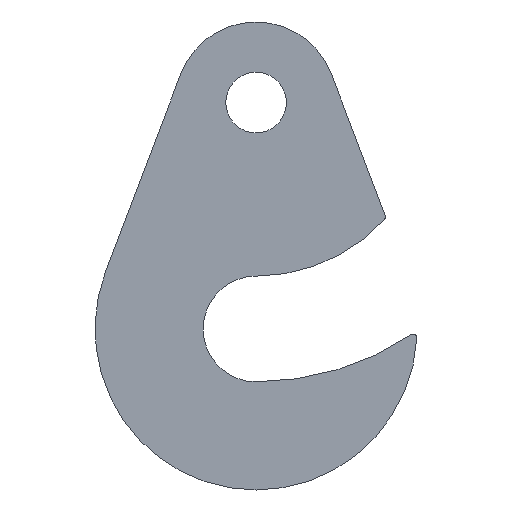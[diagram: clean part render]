
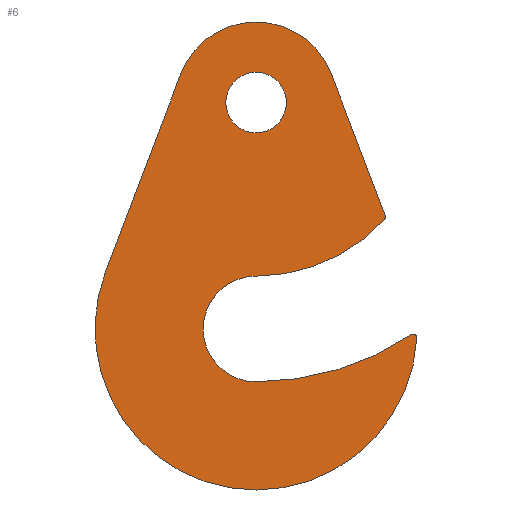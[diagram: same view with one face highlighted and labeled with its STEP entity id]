
A CAD part, front view. The second image highlights one B-rep face of the part: STEP entity #6.
In plain terms, the highlighted planar face has unit normal (0, -1, 0).
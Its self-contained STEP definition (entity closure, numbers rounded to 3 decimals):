
#6 = ADVANCED_FACE ( 'NONE', ( #237, #231 ), #230, .F. ) ;
#7 = EDGE_LOOP ( 'NONE', ( #8, #12, #108, #110, #113, #116, #119, #28, #30, #31 ) ) ;
#8 = ORIENTED_EDGE ( 'NONE', *, *, #9, .F. ) ;
#9 = EDGE_CURVE ( 'NONE', #10, #11, #229, .T. ) ;
#10 = VERTEX_POINT ( 'NONE', #220 ) ;
#11 = VERTEX_POINT ( 'NONE', #219 ) ;
#12 = ORIENTED_EDGE ( 'NONE', *, *, #13, .F. ) ;
#13 = EDGE_CURVE ( 'NONE', #14, #10, #188, .T. ) ;
#14 = VERTEX_POINT ( 'NONE', #183 ) ;
#28 = ORIENTED_EDGE ( 'NONE', *, *, #29, .F. ) ;
#29 = EDGE_CURVE ( 'NONE', #50, #121, #347, .T. ) ;
#30 = ORIENTED_EDGE ( 'NONE', *, *, #49, .F. ) ;
#31 = ORIENTED_EDGE ( 'NONE', *, *, #32, .F. ) ;
#32 = EDGE_CURVE ( 'NONE', #11, #47, #343, .T. ) ;
#33 = EDGE_LOOP ( 'NONE', ( #34, #35 ) ) ;
#34 = ORIENTED_EDGE ( 'NONE', *, *, #130, .T. ) ;
#35 = ORIENTED_EDGE ( 'NONE', *, *, #36, .T. ) ;
#36 = EDGE_CURVE ( 'NONE', #128, #131, #338, .T. ) ;
#47 = VERTEX_POINT ( 'NONE', #263 ) ;
#49 = EDGE_CURVE ( 'NONE', #47, #50, #262, .T. ) ;
#50 = VERTEX_POINT ( 'NONE', #257 ) ;
#78 = VERTEX_POINT ( 'NONE', #202 ) ;
#108 = ORIENTED_EDGE ( 'NONE', *, *, #109, .F. ) ;
#109 = EDGE_CURVE ( 'NONE', #78, #14, #140, .T. ) ;
#110 = ORIENTED_EDGE ( 'NONE', *, *, #111, .F. ) ;
#111 = EDGE_CURVE ( 'NONE', #112, #78, #370, .T. ) ;
#112 = VERTEX_POINT ( 'NONE', #427 ) ;
#113 = ORIENTED_EDGE ( 'NONE', *, *, #114, .F. ) ;
#114 = EDGE_CURVE ( 'NONE', #115, #112, #380, .T. ) ;
#115 = VERTEX_POINT ( 'NONE', #376 ) ;
#116 = ORIENTED_EDGE ( 'NONE', *, *, #117, .F. ) ;
#117 = EDGE_CURVE ( 'NONE', #118, #115, #377, .T. ) ;
#118 = VERTEX_POINT ( 'NONE', #424 ) ;
#119 = ORIENTED_EDGE ( 'NONE', *, *, #120, .F. ) ;
#120 = EDGE_CURVE ( 'NONE', #121, #118, #383, .T. ) ;
#121 = VERTEX_POINT ( 'NONE', #371 ) ;
#128 = VERTEX_POINT ( 'NONE', #429 ) ;
#130 = EDGE_CURVE ( 'NONE', #131, #128, #366, .T. ) ;
#131 = VERTEX_POINT ( 'NONE', #361 ) ;
#136 = DIRECTION ( 'NONE',  ( 0., 0., 1. ) ) ;
#137 = DIRECTION ( 'NONE',  ( 0., -1., 0. ) ) ;
#138 = CARTESIAN_POINT ( 'NONE',  ( 0., 0., -45. ) ) ;
#139 = AXIS2_PLACEMENT_3D ( 'NONE', #138, #137, #136 ) ;
#140 = CIRCLE ( 'NONE', #139, 10.5 ) ;
#183 = CARTESIAN_POINT ( 'NONE',  ( 0., 0., -55.5 ) ) ;
#184 = DIRECTION ( 'NONE',  ( 0., 0., -1. ) ) ;
#185 = DIRECTION ( 'NONE',  ( 0., -1., 0. ) ) ;
#186 = CARTESIAN_POINT ( 'NONE',  ( 0., 0., 0. ) ) ;
#187 = AXIS2_PLACEMENT_3D ( 'NONE', #186, #185, #184 ) ;
#188 = CIRCLE ( 'NONE', #187, 55.5 ) ;
#202 = CARTESIAN_POINT ( 'NONE',  ( 0., 0., -34.5 ) ) ;
#219 = CARTESIAN_POINT ( 'NONE',  ( 31.947, 0., -46.849 ) ) ;
#220 = CARTESIAN_POINT ( 'NONE',  ( 30.782, 0., -46.181 ) ) ;
#221 = DIRECTION ( 'NONE',  ( 0., 0., 1. ) ) ;
#222 = DIRECTION ( 'NONE',  ( 0., 1., 0. ) ) ;
#223 = CARTESIAN_POINT ( 'NONE',  ( 31.198, 0., -46.806 ) ) ;
#224 = AXIS2_PLACEMENT_3D ( 'NONE', #223, #222, #221 ) ;
#225 = DIRECTION ( 'NONE',  ( 0., 0., 1. ) ) ;
#226 = DIRECTION ( 'NONE',  ( 0., 1., 0. ) ) ;
#227 = CARTESIAN_POINT ( 'NONE',  ( 31.198, 0., -46.806 ) ) ;
#228 = AXIS2_PLACEMENT_3D ( 'NONE', #227, #226, #225 ) ;
#229 = CIRCLE ( 'NONE', #224, 0.75 ) ;
#230 = PLANE ( 'NONE',  #228 ) ;
#231 = FACE_BOUND ( 'NONE', #33, .T. ) ;
#237 = FACE_OUTER_BOUND ( 'NONE', #7, .T. ) ;
#257 = CARTESIAN_POINT ( 'NONE',  ( -29.909, 0., -33.622 ) ) ;
#258 = DIRECTION ( 'NONE',  ( 0., 0., 1. ) ) ;
#259 = DIRECTION ( 'NONE',  ( 0., 1., 0. ) ) ;
#260 = CARTESIAN_POINT ( 'NONE',  ( 0., 0., -45. ) ) ;
#261 = AXIS2_PLACEMENT_3D ( 'NONE', #260, #259, #258 ) ;
#262 = CIRCLE ( 'NONE', #261, 32. ) ;
#263 = CARTESIAN_POINT ( 'NONE',  ( 0., 0., -77. ) ) ;
#334 = DIRECTION ( 'NONE',  ( 0., 0., 1. ) ) ;
#335 = DIRECTION ( 'NONE',  ( 0., 1., 0. ) ) ;
#336 = CARTESIAN_POINT ( 'NONE',  ( 0., 0., 0. ) ) ;
#337 = AXIS2_PLACEMENT_3D ( 'NONE', #336, #335, #334 ) ;
#338 = CIRCLE ( 'NONE', #337, 6.025 ) ;
#339 = DIRECTION ( 'NONE',  ( 0., 0., 1. ) ) ;
#340 = DIRECTION ( 'NONE',  ( 0., 1., 0. ) ) ;
#341 = CARTESIAN_POINT ( 'NONE',  ( 0., 0., -45. ) ) ;
#342 = AXIS2_PLACEMENT_3D ( 'NONE', #341, #340, #339 ) ;
#343 = CIRCLE ( 'NONE', #342, 32. ) ;
#344 = DIRECTION ( 'NONE',  ( 0.356, 0., 0.935 ) ) ;
#345 = VECTOR ( 'NONE', #344, 1000. ) ;
#346 = CARTESIAN_POINT ( 'NONE',  ( -29.909, 0., -33.622 ) ) ;
#347 = LINE ( 'NONE', #346, #345 ) ;
#361 = CARTESIAN_POINT ( 'NONE',  ( 0., 0., -6.025 ) ) ;
#362 = DIRECTION ( 'NONE',  ( 0., 0., 1. ) ) ;
#363 = DIRECTION ( 'NONE',  ( 0., 1., 0. ) ) ;
#364 = CARTESIAN_POINT ( 'NONE',  ( 0., 0., 0. ) ) ;
#365 = AXIS2_PLACEMENT_3D ( 'NONE', #364, #363, #362 ) ;
#366 = CIRCLE ( 'NONE', #365, 6.025 ) ;
#368 = DIRECTION ( 'NONE',  ( 0., 0., -1. ) ) ;
#369 = DIRECTION ( 'NONE',  ( 0., 0., -1. ) ) ;
#370 = CIRCLE ( 'NONE', #378, 34.5 ) ;
#371 = CARTESIAN_POINT ( 'NONE',  ( -14.954, 0., 5.689 ) ) ;
#372 = CARTESIAN_POINT ( 'NONE',  ( 0., 0., 0. ) ) ;
#373 = CARTESIAN_POINT ( 'NONE',  ( 24.959, 0., -22.719 ) ) ;
#374 = VECTOR ( 'NONE', #428, 1000. ) ;
#375 = AXIS2_PLACEMENT_3D ( 'NONE', #382, #422, #368 ) ;
#376 = CARTESIAN_POINT ( 'NONE',  ( 25.66, 0., -22.452 ) ) ;
#377 = LINE ( 'NONE', #425, #374 ) ;
#378 = AXIS2_PLACEMENT_3D ( 'NONE', #372, #426, #369 ) ;
#379 = AXIS2_PLACEMENT_3D ( 'NONE', #373, #423, #381 ) ;
#380 = CIRCLE ( 'NONE', #379, 0.75 ) ;
#381 = DIRECTION ( 'NONE',  ( 0., 0., -1. ) ) ;
#382 = CARTESIAN_POINT ( 'NONE',  ( 0., 0., 0. ) ) ;
#383 = CIRCLE ( 'NONE', #375, 16. ) ;
#422 = DIRECTION ( 'NONE',  ( 0., 1., 0. ) ) ;
#423 = DIRECTION ( 'NONE',  ( 0., 1., 0. ) ) ;
#424 = CARTESIAN_POINT ( 'NONE',  ( 14.954, 0., 5.689 ) ) ;
#425 = CARTESIAN_POINT ( 'NONE',  ( 14.954, 0., 5.689 ) ) ;
#426 = DIRECTION ( 'NONE',  ( 0., 1., 0. ) ) ;
#427 = CARTESIAN_POINT ( 'NONE',  ( 25.513, 0., -23.223 ) ) ;
#428 = DIRECTION ( 'NONE',  ( 0.356, 0., -0.935 ) ) ;
#429 = CARTESIAN_POINT ( 'NONE',  ( 0., 0., 6.025 ) ) ;
